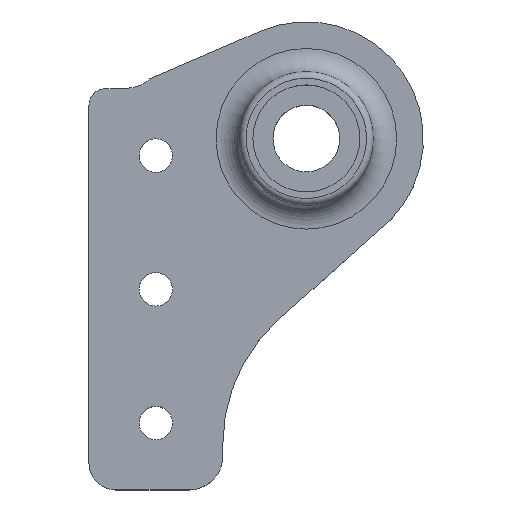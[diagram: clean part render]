
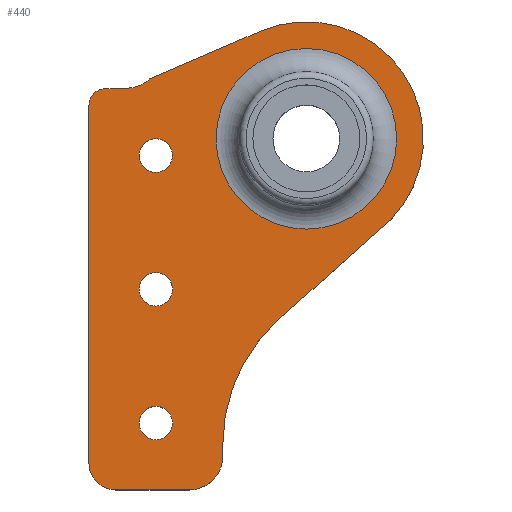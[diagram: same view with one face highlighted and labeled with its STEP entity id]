
A CAD part, top view. The second image highlights one B-rep face of the part: STEP entity #440.
In plain terms, the highlighted planar face has unit normal (0, 0, 1).
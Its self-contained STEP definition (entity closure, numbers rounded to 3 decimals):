
#16=LINE('',#707,#47);
#17=LINE('',#711,#48);
#18=LINE('',#715,#49);
#19=LINE('',#719,#50);
#20=LINE('',#723,#51);
#21=LINE('',#727,#52);
#47=VECTOR('',#567,10.);
#48=VECTOR('',#570,10.);
#49=VECTOR('',#573,10.);
#50=VECTOR('',#576,10.);
#51=VECTOR('',#579,10.);
#52=VECTOR('',#582,10.);
#94=FACE_BOUND('',#137,.T.);
#95=FACE_BOUND('',#138,.T.);
#96=FACE_BOUND('',#139,.T.);
#97=FACE_BOUND('',#140,.T.);
#108=FACE_OUTER_BOUND('',#136,.T.);
#136=EDGE_LOOP('',(#318,#319,#320,#321,#322,#323,#324,#325,#326,#327,#328,
#329));
#137=EDGE_LOOP('',(#330));
#138=EDGE_LOOP('',(#331));
#139=EDGE_LOOP('',(#332));
#140=EDGE_LOOP('',(#333));
#175=CIRCLE('',#489,13.5);
#176=CIRCLE('',#491,17.5);
#177=CIRCLE('',#492,4.5);
#178=CIRCLE('',#493,2.5);
#179=CIRCLE('',#494,4.);
#180=CIRCLE('',#495,5.);
#181=CIRCLE('',#496,25.);
#182=CIRCLE('',#497,2.5);
#183=CIRCLE('',#498,2.5);
#184=CIRCLE('',#499,2.5);
#204=VERTEX_POINT('',#701);
#205=VERTEX_POINT('',#705);
#206=VERTEX_POINT('',#706);
#207=VERTEX_POINT('',#708);
#208=VERTEX_POINT('',#710);
#209=VERTEX_POINT('',#712);
#210=VERTEX_POINT('',#714);
#211=VERTEX_POINT('',#716);
#212=VERTEX_POINT('',#718);
#213=VERTEX_POINT('',#720);
#214=VERTEX_POINT('',#722);
#215=VERTEX_POINT('',#724);
#216=VERTEX_POINT('',#726);
#217=VERTEX_POINT('',#729);
#218=VERTEX_POINT('',#731);
#219=VERTEX_POINT('',#733);
#248=EDGE_CURVE('',#204,#204,#175,.T.);
#249=EDGE_CURVE('',#205,#206,#16,.T.);
#250=EDGE_CURVE('',#206,#207,#176,.T.);
#251=EDGE_CURVE('',#207,#208,#17,.T.);
#252=EDGE_CURVE('',#209,#208,#177,.T.);
#253=EDGE_CURVE('',#210,#209,#18,.T.);
#254=EDGE_CURVE('',#211,#210,#178,.T.);
#255=EDGE_CURVE('',#212,#211,#19,.T.);
#256=EDGE_CURVE('',#213,#212,#179,.T.);
#257=EDGE_CURVE('',#214,#213,#20,.T.);
#258=EDGE_CURVE('',#215,#214,#180,.T.);
#259=EDGE_CURVE('',#216,#215,#21,.T.);
#260=EDGE_CURVE('',#205,#216,#181,.T.);
#261=EDGE_CURVE('',#217,#217,#182,.T.);
#262=EDGE_CURVE('',#218,#218,#183,.T.);
#263=EDGE_CURVE('',#219,#219,#184,.T.);
#318=ORIENTED_EDGE('',*,*,#249,.T.);
#319=ORIENTED_EDGE('',*,*,#250,.T.);
#320=ORIENTED_EDGE('',*,*,#251,.T.);
#321=ORIENTED_EDGE('',*,*,#252,.F.);
#322=ORIENTED_EDGE('',*,*,#253,.F.);
#323=ORIENTED_EDGE('',*,*,#254,.F.);
#324=ORIENTED_EDGE('',*,*,#255,.F.);
#325=ORIENTED_EDGE('',*,*,#256,.F.);
#326=ORIENTED_EDGE('',*,*,#257,.F.);
#327=ORIENTED_EDGE('',*,*,#258,.F.);
#328=ORIENTED_EDGE('',*,*,#259,.F.);
#329=ORIENTED_EDGE('',*,*,#260,.F.);
#330=ORIENTED_EDGE('',*,*,#261,.F.);
#331=ORIENTED_EDGE('',*,*,#262,.F.);
#332=ORIENTED_EDGE('',*,*,#263,.F.);
#333=ORIENTED_EDGE('',*,*,#248,.F.);
#426=PLANE('',#490);
#440=ADVANCED_FACE('',(#108,#94,#95,#96,#97),#426,.T.);
#489=AXIS2_PLACEMENT_3D('',#703,#563,#564);
#490=AXIS2_PLACEMENT_3D('',#704,#565,#566);
#491=AXIS2_PLACEMENT_3D('',#709,#568,#569);
#492=AXIS2_PLACEMENT_3D('',#713,#571,#572);
#493=AXIS2_PLACEMENT_3D('',#717,#574,#575);
#494=AXIS2_PLACEMENT_3D('',#721,#577,#578);
#495=AXIS2_PLACEMENT_3D('',#725,#580,#581);
#496=AXIS2_PLACEMENT_3D('',#728,#583,#584);
#497=AXIS2_PLACEMENT_3D('',#730,#585,#586);
#498=AXIS2_PLACEMENT_3D('',#732,#587,#588);
#499=AXIS2_PLACEMENT_3D('',#734,#589,#590);
#563=DIRECTION('center_axis',(0.,0.,1.));
#564=DIRECTION('ref_axis',(1.,0.,0.));
#565=DIRECTION('center_axis',(0.,0.,1.));
#566=DIRECTION('ref_axis',(1.,0.,0.));
#567=DIRECTION('',(0.747,0.665,0.));
#568=DIRECTION('center_axis',(0.,0.,1.));
#569=DIRECTION('ref_axis',(-1.,0.,0.));
#570=DIRECTION('',(-0.919,-0.395,0.));
#571=DIRECTION('center_axis',(0.,0.,1.));
#572=DIRECTION('ref_axis',(0.026,-1.,0.));
#573=DIRECTION('',(1.,0.026,0.));
#574=DIRECTION('center_axis',(0.,0.,-1.));
#575=DIRECTION('ref_axis',(0.012,1.,0.));
#576=DIRECTION('',(0.,1.,0.));
#577=DIRECTION('center_axis',(0.,0.,-1.));
#578=DIRECTION('ref_axis',(-1.,0.,0.));
#579=DIRECTION('',(-1.,0.,0.));
#580=DIRECTION('center_axis',(0.,0.,-1.));
#581=DIRECTION('ref_axis',(0.,-1.,0.));
#582=DIRECTION('',(0.,-1.,0.));
#583=DIRECTION('center_axis',(0.,0.,1.));
#584=DIRECTION('ref_axis',(0.155,0.988,0.));
#585=DIRECTION('center_axis',(0.,0.,1.));
#586=DIRECTION('ref_axis',(1.,0.,0.));
#587=DIRECTION('center_axis',(0.,0.,1.));
#588=DIRECTION('ref_axis',(1.,0.,0.));
#589=DIRECTION('center_axis',(0.,0.,1.));
#590=DIRECTION('ref_axis',(1.,0.,0.));
#701=CARTESIAN_POINT('',(36.,22.5,2.));
#703=CARTESIAN_POINT('Origin',(22.5,22.5,2.));
#704=CARTESIAN_POINT('Origin',(15.83,6.356,2.));
#705=CARTESIAN_POINT('',(18.366,-4.519,2.));
#706=CARTESIAN_POINT('',(32.844,8.384,2.));
#707=CARTESIAN_POINT('',(27.599,3.71,2.));
#708=CARTESIAN_POINT('',(15.583,38.575,2.));
#709=CARTESIAN_POINT('Origin',(22.5,22.5,2.));
#710=CARTESIAN_POINT('',(-0.988,31.445,2.));
#711=CARTESIAN_POINT('',(1.553,32.538,2.));
#712=CARTESIAN_POINT('',(-4.095,30.087,2.));
#713=CARTESIAN_POINT('Origin',(-4.211,34.585,2.));
#714=CARTESIAN_POINT('',(-7.47,30.,2.));
#715=CARTESIAN_POINT('',(5.555,30.336,2.));
#716=CARTESIAN_POINT('',(-10.,27.5,2.));
#717=CARTESIAN_POINT('Origin',(-7.5,27.5,2.));
#718=CARTESIAN_POINT('',(-10.,-26.,2.));
#719=CARTESIAN_POINT('',(-10.,16.928,2.));
#720=CARTESIAN_POINT('',(-6.,-30.,2.));
#721=CARTESIAN_POINT('Origin',(-6.,-26.,2.));
#722=CARTESIAN_POINT('',(5.,-30.,2.));
#723=CARTESIAN_POINT('',(4.915,-30.,2.));
#724=CARTESIAN_POINT('',(10.,-25.,2.));
#725=CARTESIAN_POINT('Origin',(5.,-25.,2.));
#726=CARTESIAN_POINT('',(10.,-23.182,2.));
#727=CARTESIAN_POINT('',(10.,-9.322,2.));
#728=CARTESIAN_POINT('Origin',(35.,-23.182,2.));
#729=CARTESIAN_POINT('',(-2.5,20.,2.));
#730=CARTESIAN_POINT('Origin',(0.,20.,2.));
#731=CARTESIAN_POINT('',(-2.5,0.,2.));
#732=CARTESIAN_POINT('Origin',(0.,0.,2.));
#733=CARTESIAN_POINT('',(-2.5,-20.,2.));
#734=CARTESIAN_POINT('Origin',(0.,-20.,2.));
